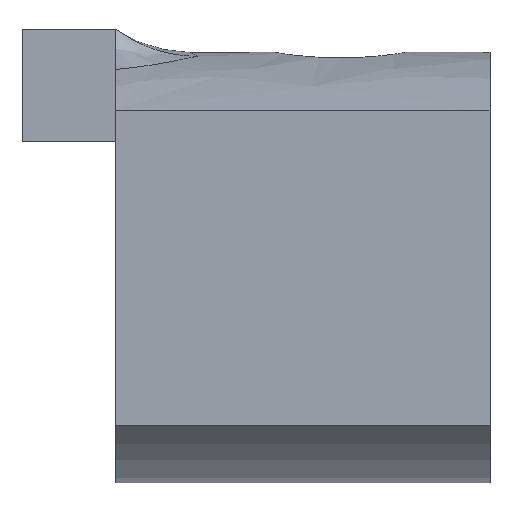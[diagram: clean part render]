
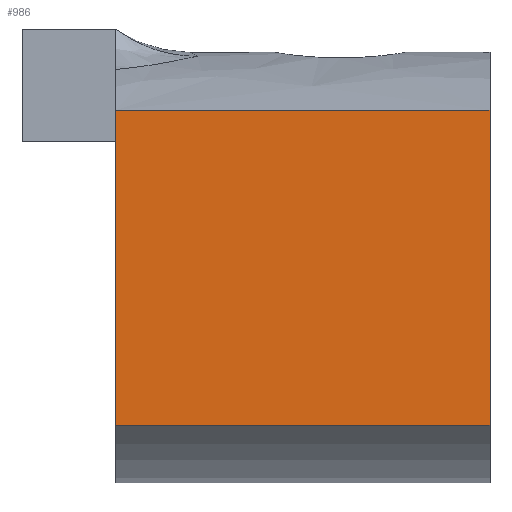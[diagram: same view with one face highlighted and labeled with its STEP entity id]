
A CAD part, left-side view. The second image highlights one B-rep face of the part: STEP entity #986.
In plain terms, the highlighted planar face has unit normal (-1, 0, 0).
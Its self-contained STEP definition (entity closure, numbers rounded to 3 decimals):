
#39=LINE('',#1797,#127);
#50=LINE('',#2160,#138);
#64=LINE('',#2278,#152);
#120=LINE('',#2416,#208);
#127=VECTOR('',#1079,10.);
#138=VECTOR('',#1100,10.);
#152=VECTOR('',#1116,10.);
#208=VECTOR('',#1260,10.);
#237=PLANE('',#1063);
#287=FACE_OUTER_BOUND('',#342,.T.);
#342=EDGE_LOOP('',(#887,#888,#889,#890));
#428=VERTEX_POINT('',#1792);
#429=VERTEX_POINT('',#1796);
#440=VERTEX_POINT('',#2156);
#458=VERTEX_POINT('',#2274);
#527=EDGE_CURVE('',#429,#428,#39,.T.);
#548=EDGE_CURVE('',#440,#428,#50,.T.);
#569=EDGE_CURVE('',#458,#440,#64,.T.);
#639=EDGE_CURVE('',#458,#429,#120,.T.);
#887=ORIENTED_EDGE('',*,*,#639,.T.);
#888=ORIENTED_EDGE('',*,*,#527,.T.);
#889=ORIENTED_EDGE('',*,*,#548,.F.);
#890=ORIENTED_EDGE('',*,*,#569,.F.);
#986=ADVANCED_FACE('',(#287),#237,.T.);
#1063=AXIS2_PLACEMENT_3D('',#2415,#1258,#1259);
#1079=DIRECTION('',(0.,1.,0.));
#1100=DIRECTION('',(0.,0.,1.));
#1116=DIRECTION('',(0.,1.,0.));
#1258=DIRECTION('center_axis',(-1.,0.,0.));
#1259=DIRECTION('ref_axis',(0.,0.,1.));
#1260=DIRECTION('',(0.,0.,1.));
#1792=CARTESIAN_POINT('',(-11.5,20.,8.412));
#1796=CARTESIAN_POINT('',(-11.5,0.,8.412));
#1797=CARTESIAN_POINT('',(-11.5,0.,8.412));
#2156=CARTESIAN_POINT('',(-11.5,20.,-8.412));
#2160=CARTESIAN_POINT('',(-11.5,20.,-8.412));
#2274=CARTESIAN_POINT('',(-11.5,0.,-8.412));
#2278=CARTESIAN_POINT('',(-11.5,0.,-8.412));
#2415=CARTESIAN_POINT('Origin',(-11.5,0.,-8.412));
#2416=CARTESIAN_POINT('',(-11.5,0.,-8.412));
